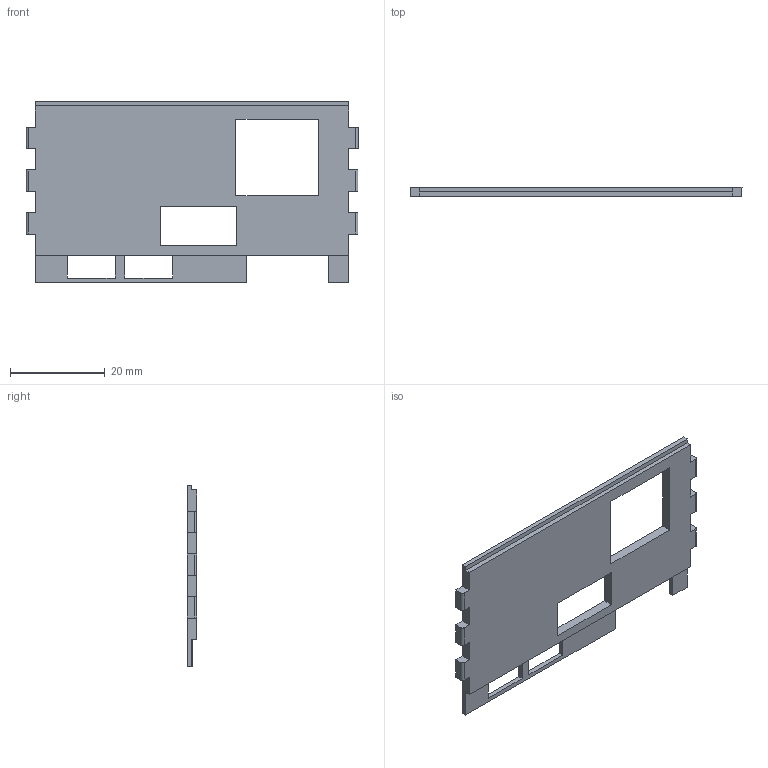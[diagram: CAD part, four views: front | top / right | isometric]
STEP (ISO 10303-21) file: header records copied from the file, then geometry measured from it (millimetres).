
FILE_DESCRIPTION(/* description */ (''),/* implementation_level */ '2;1');
FILE_NAME(/* name */ 'dragon_beard_dust_cover_port_v2.step',/* time_stamp */ '2023-01-28T13:14:33-08:00',/* author */ (''),/* organization */ (''),/* preprocessor_version */ 'ST-DEVELOPER v19.2',/* originating_system */ 'Autodesk Translation Framework v11.17.0.187',/* authorisation */ '');
FILE_SCHEMA (('AUTOMOTIVE_DESIGN { 1 0 10303 214 3 1 1 }'));
Length unit declared in the file: millimetre
Products named in the file (1): dragon_beard_dust_cover_port
Bounding box: 70 x 2 x 38.3 mm (x, y, z)
Volume: 3685.2 mm3; surface area: 4687 mm2
Topology: 1 solids, 1 shells, 58 faces, 174 edges, 116 vertices
Faces by surface type: plane 52, cylinder 6
Entity records: 1986 total; most frequent: CARTESIAN_POINT 349, ORIENTED_EDGE 348, DIRECTION 304, EDGE_CURVE 174, LINE 162, VECTOR 162, VERTEX_POINT 116, AXIS2_PLACEMENT_3D 71
